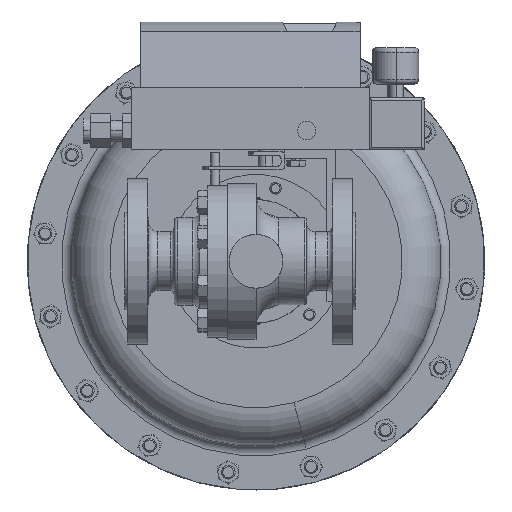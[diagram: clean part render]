
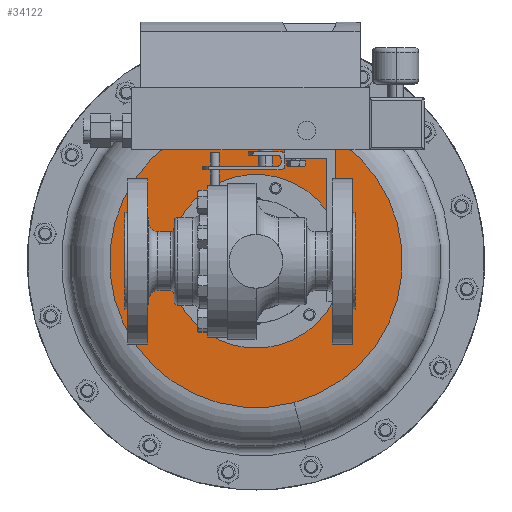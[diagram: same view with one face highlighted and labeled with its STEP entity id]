
A CAD part, front view. The second image highlights one B-rep face of the part: STEP entity #34122.
In plain terms, the highlighted planar face has unit normal (0, -1, 0).
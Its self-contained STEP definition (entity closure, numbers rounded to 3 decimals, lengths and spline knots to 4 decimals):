
#2237 = EDGE_CURVE ( 'NONE', #8378, #36086, #5345, .T. ) ;
#4024 = CIRCLE ( 'NONE', #26560, 2.375 ) ;
#4771 = DIRECTION ( 'NONE',  ( 0., 1., 0. ) ) ;
#4834 = ORIENTED_EDGE ( 'NONE', *, *, #19968, .T. ) ;
#5345 = CIRCLE ( 'NONE', #33870, 4. ) ;
#7697 = DIRECTION ( 'NONE',  ( -0.259, 0., 0.966 ) ) ;
#8378 = VERTEX_POINT ( 'NONE', #9783 ) ;
#9686 = EDGE_CURVE ( 'NONE', #36086, #8378, #45077, .T. ) ;
#9783 = CARTESIAN_POINT ( 'NONE',  ( 1.0353, 8.2025, -3.8637 ) ) ;
#10549 = VERTEX_POINT ( 'NONE', #15857 ) ;
#12938 = EDGE_CURVE ( 'NONE', #25541, #10549, #4024, .T. ) ;
#13116 = CARTESIAN_POINT ( 'NONE',  ( 1.6794, 8.2025, 1.6794 ) ) ;
#15857 = CARTESIAN_POINT ( 'NONE',  ( -1.6794, 8.2025, -1.6794 ) ) ;
#16242 = PLANE ( 'NONE',  #25328 ) ;
#18569 = FACE_OUTER_BOUND ( 'NONE', #53940, .T. ) ;
#19277 = ORIENTED_EDGE ( 'NONE', *, *, #12938, .T. ) ;
#19968 = EDGE_CURVE ( 'NONE', #10549, #25541, #20258, .T. ) ;
#20258 = CIRCLE ( 'NONE', #35889, 2.375 ) ;
#24996 = CARTESIAN_POINT ( 'NONE',  ( -3.8637, 8.2025, -1.0353 ) ) ;
#25328 = AXIS2_PLACEMENT_3D ( 'NONE', #24996, #33727, #7697 ) ;
#25541 = VERTEX_POINT ( 'NONE', #13116 ) ;
#26560 = AXIS2_PLACEMENT_3D ( 'NONE', #45872, #52636, #34577 ) ;
#28504 = DIRECTION ( 'NONE',  ( 0.259, 0., -0.966 ) ) ;
#28547 = DIRECTION ( 'NONE',  ( 0., 1., 0. ) ) ;
#28727 = CARTESIAN_POINT ( 'NONE',  ( 0., 8.2025, 0. ) ) ;
#30105 = ORIENTED_EDGE ( 'NONE', *, *, #2237, .F. ) ;
#30356 = EDGE_LOOP ( 'NONE', ( #19277, #4834 ) ) ;
#30706 = CARTESIAN_POINT ( 'NONE',  ( 0., 8.2025, 0. ) ) ;
#31591 = CARTESIAN_POINT ( 'NONE',  ( 0., 8.2025, 0. ) ) ;
#31659 = DIRECTION ( 'NONE',  ( 0., 1., 0. ) ) ;
#31670 = DIRECTION ( 'NONE',  ( 0.259, 0., -0.966 ) ) ;
#33727 = DIRECTION ( 'NONE',  ( 0., -1., 0. ) ) ;
#33870 = AXIS2_PLACEMENT_3D ( 'NONE', #31591, #31659, #31670 ) ;
#34122 = ADVANCED_FACE ( 'NONE', ( #18569, #41752 ), #16242, .T. ) ;
#34577 = DIRECTION ( 'NONE',  ( -0.707, 0., -0.707 ) ) ;
#35079 = DIRECTION ( 'NONE',  ( -0.707, 0., -0.707 ) ) ;
#35889 = AXIS2_PLACEMENT_3D ( 'NONE', #30706, #4771, #35079 ) ;
#36086 = VERTEX_POINT ( 'NONE', #40812 ) ;
#40812 = CARTESIAN_POINT ( 'NONE',  ( -1.0353, 8.2025, 3.8637 ) ) ;
#41752 = FACE_BOUND ( 'NONE', #30356, .T. ) ;
#45077 = CIRCLE ( 'NONE', #54267, 4. ) ;
#45872 = CARTESIAN_POINT ( 'NONE',  ( 0., 8.2025, 0. ) ) ;
#52636 = DIRECTION ( 'NONE',  ( 0., 1., 0. ) ) ;
#53102 = ORIENTED_EDGE ( 'NONE', *, *, #9686, .F. ) ;
#53940 = EDGE_LOOP ( 'NONE', ( #30105, #53102 ) ) ;
#54267 = AXIS2_PLACEMENT_3D ( 'NONE', #28727, #28547, #28504 ) ;
